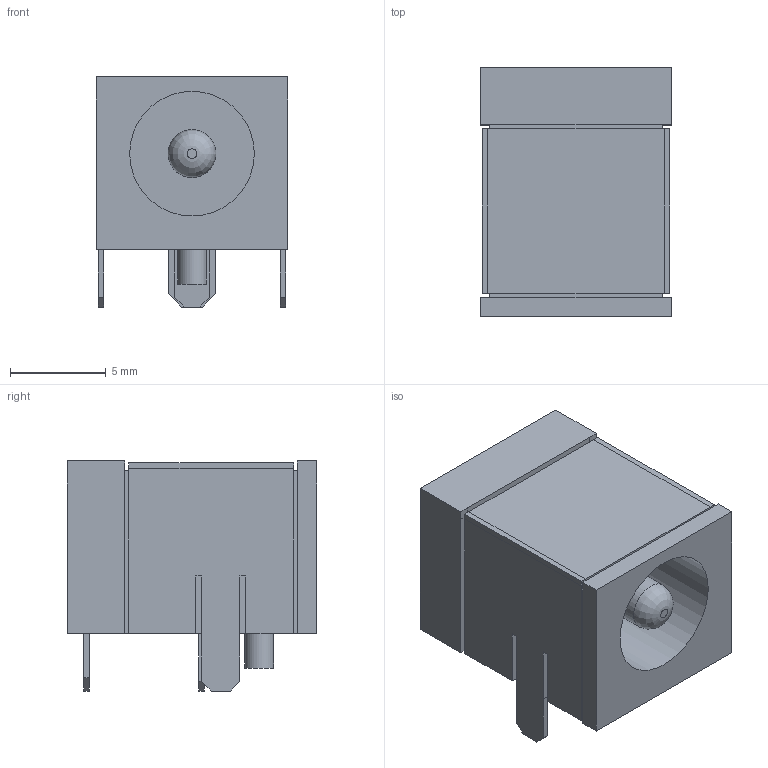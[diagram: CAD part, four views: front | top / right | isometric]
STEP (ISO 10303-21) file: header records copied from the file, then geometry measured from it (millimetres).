
FILE_DESCRIPTION(('FreeCAD Model'),'2;1');
FILE_NAME( 'BarrelJack_CUI_PJ-063BH_Horizontal.step', '2018-07-25T23:36:15',('kicad StepUp'),('ksu MCAD'), 'Open CASCADE STEP processor 6.8','FreeCAD','Unknown');
FILE_SCHEMA(('AUTOMOTIVE_DESIGN_CC2 { 1 2 10303 214 -1 1 5 4 }'));
Length unit declared in the file: millimetre
Products named in the file (1): BarrelJack_CUI_PJ-063BH_Horizontal
Bounding box: 10 x 13 x 12 mm (x, y, z)
Volume: 875.7 mm3; surface area: 1468.4 mm2
Topology: 2 solids, 2 shells, 97 faces, 231 edges, 143 vertices
Faces by surface type: plane 93, cylinder 3, revolution 1
Full cylindrical faces by diameter (mm): 1.5 x1, 2.5 x1, 6.5 x1
Entity records: 1852 total; most frequent: ORIENTED_EDGE 357, EDGE_CURVE 231, CARTESIAN_POINT 222, LINE 189, VERTEX_POINT 143, FACE_BOUND 102, EDGE_LOOP 102, ADVANCED_FACE 97
